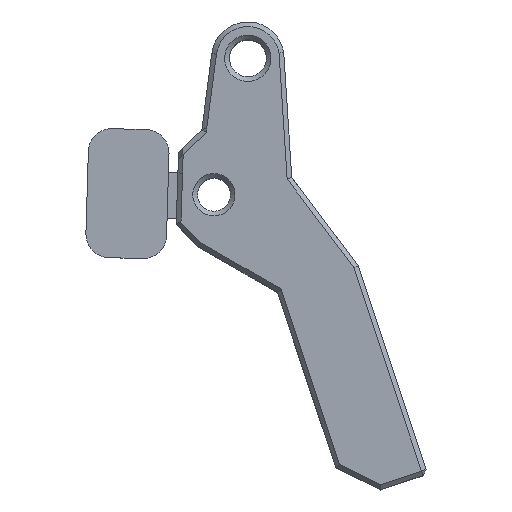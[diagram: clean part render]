
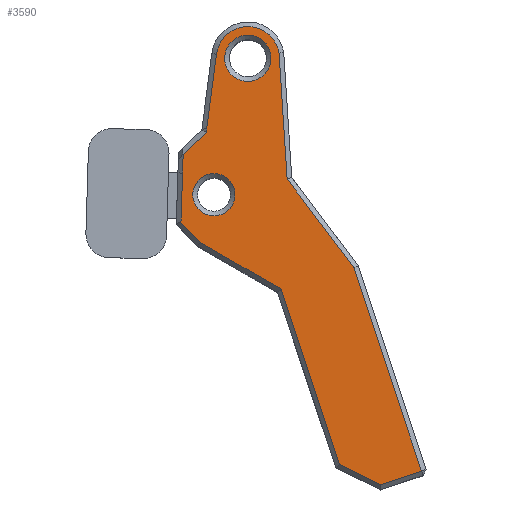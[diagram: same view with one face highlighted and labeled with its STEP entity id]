
A CAD part, top view. The second image highlights one B-rep face of the part: STEP entity #3590.
In plain terms, the highlighted face is planar.
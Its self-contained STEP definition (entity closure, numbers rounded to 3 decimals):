
#79=FACE_BOUND('',#503,.T.);
#80=FACE_BOUND('',#504,.T.);
#93=PLANE('',#3829);
#285=FACE_OUTER_BOUND('',#502,.T.);
#502=EDGE_LOOP('',(#2490,#2491,#2492,#2493,#2494,#2495,#2496,#2497,#2498,
#2499,#2500,#2501,#2502,#2503,#2504));
#503=EDGE_LOOP('',(#2505));
#504=EDGE_LOOP('',(#2506));
#733=LINE('',#5235,#1114);
#734=LINE('',#5237,#1115);
#735=LINE('',#5239,#1116);
#736=LINE('',#5241,#1117);
#737=LINE('',#5243,#1118);
#738=LINE('',#5245,#1119);
#739=LINE('',#5247,#1120);
#740=LINE('',#5249,#1121);
#741=LINE('',#5253,#1122);
#742=LINE('',#5255,#1123);
#743=LINE('',#5257,#1124);
#744=LINE('',#5259,#1125);
#745=LINE('',#5261,#1126);
#746=LINE('',#5262,#1127);
#1114=VECTOR('',#4179,10.);
#1115=VECTOR('',#4180,1000.);
#1116=VECTOR('',#4181,1000.);
#1117=VECTOR('',#4182,1000.);
#1118=VECTOR('',#4183,1000.);
#1119=VECTOR('',#4184,1000.);
#1120=VECTOR('',#4185,1000.);
#1121=VECTOR('',#4186,1000.);
#1122=VECTOR('',#4189,1000.);
#1123=VECTOR('',#4190,10.);
#1124=VECTOR('',#4191,10.);
#1125=VECTOR('',#4192,10.);
#1126=VECTOR('',#4193,10.);
#1127=VECTOR('',#4194,10.);
#1493=CIRCLE('',#3825,1.8);
#1496=CIRCLE('',#3830,2.7);
#1497=CIRCLE('',#3831,1.975);
#1603=VERTEX_POINT('',#5223);
#1606=VERTEX_POINT('',#5233);
#1607=VERTEX_POINT('',#5234);
#1608=VERTEX_POINT('',#5236);
#1609=VERTEX_POINT('',#5238);
#1610=VERTEX_POINT('',#5240);
#1611=VERTEX_POINT('',#5242);
#1612=VERTEX_POINT('',#5244);
#1613=VERTEX_POINT('',#5246);
#1614=VERTEX_POINT('',#5248);
#1615=VERTEX_POINT('',#5250);
#1616=VERTEX_POINT('',#5252);
#1617=VERTEX_POINT('',#5254);
#1618=VERTEX_POINT('',#5256);
#1619=VERTEX_POINT('',#5258);
#1620=VERTEX_POINT('',#5260);
#1621=VERTEX_POINT('',#5263);
#1941=EDGE_CURVE('',#1603,#1603,#1493,.T.);
#1946=EDGE_CURVE('',#1606,#1607,#733,.T.);
#1947=EDGE_CURVE('',#1608,#1606,#734,.T.);
#1948=EDGE_CURVE('',#1609,#1608,#735,.T.);
#1949=EDGE_CURVE('',#1610,#1609,#736,.T.);
#1950=EDGE_CURVE('',#1611,#1610,#737,.T.);
#1951=EDGE_CURVE('',#1612,#1611,#738,.T.);
#1952=EDGE_CURVE('',#1613,#1612,#739,.T.);
#1953=EDGE_CURVE('',#1614,#1613,#740,.T.);
#1954=EDGE_CURVE('',#1615,#1614,#1496,.T.);
#1955=EDGE_CURVE('',#1616,#1615,#741,.T.);
#1956=EDGE_CURVE('',#1617,#1616,#742,.T.);
#1957=EDGE_CURVE('',#1618,#1617,#743,.T.);
#1958=EDGE_CURVE('',#1619,#1618,#744,.T.);
#1959=EDGE_CURVE('',#1620,#1619,#745,.T.);
#1960=EDGE_CURVE('',#1607,#1620,#746,.T.);
#1961=EDGE_CURVE('',#1621,#1621,#1497,.T.);
#2490=ORIENTED_EDGE('',*,*,#1946,.F.);
#2491=ORIENTED_EDGE('',*,*,#1947,.F.);
#2492=ORIENTED_EDGE('',*,*,#1948,.F.);
#2493=ORIENTED_EDGE('',*,*,#1949,.F.);
#2494=ORIENTED_EDGE('',*,*,#1950,.F.);
#2495=ORIENTED_EDGE('',*,*,#1951,.F.);
#2496=ORIENTED_EDGE('',*,*,#1952,.F.);
#2497=ORIENTED_EDGE('',*,*,#1953,.F.);
#2498=ORIENTED_EDGE('',*,*,#1954,.F.);
#2499=ORIENTED_EDGE('',*,*,#1955,.F.);
#2500=ORIENTED_EDGE('',*,*,#1956,.F.);
#2501=ORIENTED_EDGE('',*,*,#1957,.F.);
#2502=ORIENTED_EDGE('',*,*,#1958,.F.);
#2503=ORIENTED_EDGE('',*,*,#1959,.F.);
#2504=ORIENTED_EDGE('',*,*,#1960,.F.);
#2505=ORIENTED_EDGE('',*,*,#1961,.F.);
#2506=ORIENTED_EDGE('',*,*,#1941,.F.);
#3590=ADVANCED_FACE('',(#285,#79,#80),#93,.T.);
#3825=AXIS2_PLACEMENT_3D('',#5224,#4167,#4168);
#3829=AXIS2_PLACEMENT_3D('',#5232,#4177,#4178);
#3830=AXIS2_PLACEMENT_3D('',#5251,#4187,#4188);
#3831=AXIS2_PLACEMENT_3D('',#5264,#4195,#4196);
#4167=DIRECTION('center_axis',(0.,0.,-1.));
#4168=DIRECTION('ref_axis',(-1.,0.028,0.));
#4177=DIRECTION('center_axis',(0.,0.,-1.));
#4178=DIRECTION('ref_axis',(-1.,0.,0.));
#4179=DIRECTION('',(-0.88,-0.475,0.));
#4180=DIRECTION('',(-0.88,-0.475,0.));
#4181=DIRECTION('',(-0.342,-0.94,0.));
#4182=DIRECTION('',(-0.906,-0.423,0.));
#4183=DIRECTION('',(-0.94,0.342,0.));
#4184=DIRECTION('',(0.342,0.94,0.));
#4185=DIRECTION('',(0.623,0.782,0.));
#4186=DIRECTION('',(0.091,0.996,0.));
#4187=DIRECTION('center_axis',(0.,0.,1.));
#4188=DIRECTION('ref_axis',(0.406,-0.914,0.));
#4189=DIRECTION('',(0.101,-0.995,0.));
#4190=DIRECTION('',(0.101,-0.995,0.));
#4191=DIRECTION('',(0.707,-0.707,0.));
#4192=DIRECTION('',(0.,-1.,0.));
#4193=DIRECTION('',(0.006,-1.,0.));
#4194=DIRECTION('',(-0.707,-0.707,0.));
#4195=DIRECTION('center_axis',(0.,0.,-1.));
#4196=DIRECTION('ref_axis',(-1.,-0.006,0.));
#5223=CARTESIAN_POINT('',(28.471,-5.995,0.));
#5224=CARTESIAN_POINT('Origin',(26.672,-5.946,0.));
#5232=CARTESIAN_POINT('Origin',(23.325,-51.806,0.));
#5233=CARTESIAN_POINT('',(27.664,-0.746,0.));
#5234=CARTESIAN_POINT('',(25.627,-1.845,0.));
#5235=CARTESIAN_POINT('',(17.734,-6.105,0.));
#5236=CARTESIAN_POINT('',(32.639,1.939,0.));
#5237=CARTESIAN_POINT('',(17.734,-6.105,0.));
#5238=CARTESIAN_POINT('',(38.017,16.716,0.));
#5239=CARTESIAN_POINT('',(14.128,-48.921,0.));
#5240=CARTESIAN_POINT('',(41.562,18.369,0.));
#5241=CARTESIAN_POINT('',(19.106,7.897,0.));
#5242=CARTESIAN_POINT('',(45.024,17.109,0.));
#5243=CARTESIAN_POINT('',(43.3,17.737,0.));
#5244=CARTESIAN_POINT('',(38.774,-0.062,0.));
#5245=CARTESIAN_POINT('',(20.189,-51.127,0.));
#5246=CARTESIAN_POINT('',(32.874,-7.47,0.));
#5247=CARTESIAN_POINT('',(18.46,-25.569,0.));
#5248=CARTESIAN_POINT('',(31.894,-18.167,0.));
#5249=CARTESIAN_POINT('',(30.814,-29.947,0.));
#5250=CARTESIAN_POINT('',(26.556,-17.929,0.));
#5251=CARTESIAN_POINT('Origin',(29.243,-17.656,0.));
#5252=CARTESIAN_POINT('',(25.907,-11.55,0.));
#5253=CARTESIAN_POINT('',(28.247,-34.531,0.));
#5254=CARTESIAN_POINT('',(25.875,-11.239,0.));
#5255=CARTESIAN_POINT('',(28.247,-34.531,0.));
#5256=CARTESIAN_POINT('',(23.957,-9.321,0.));
#5257=CARTESIAN_POINT('',(35.275,-20.64,0.));
#5258=CARTESIAN_POINT('',(23.957,-7.72,0.));
#5259=CARTESIAN_POINT('',(23.957,-53.685,0.));
#5260=CARTESIAN_POINT('',(23.93,-3.542,0.));
#5261=CARTESIAN_POINT('',(24.098,-29.76,0.));
#5262=CARTESIAN_POINT('',(-1.786,-29.258,0.));
#5263=CARTESIAN_POINT('',(31.218,-17.643,0.));
#5264=CARTESIAN_POINT('Origin',(29.243,-17.656,0.));
